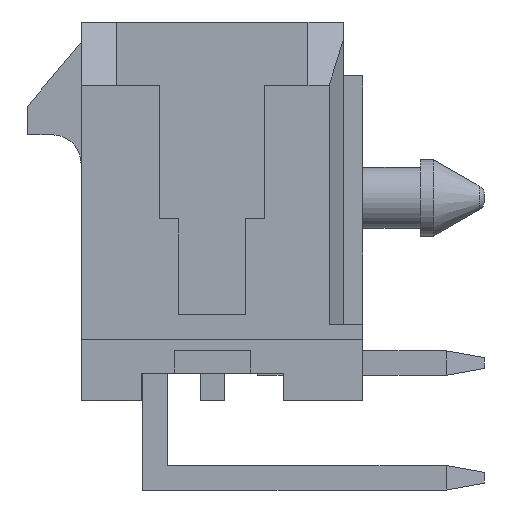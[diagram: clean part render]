
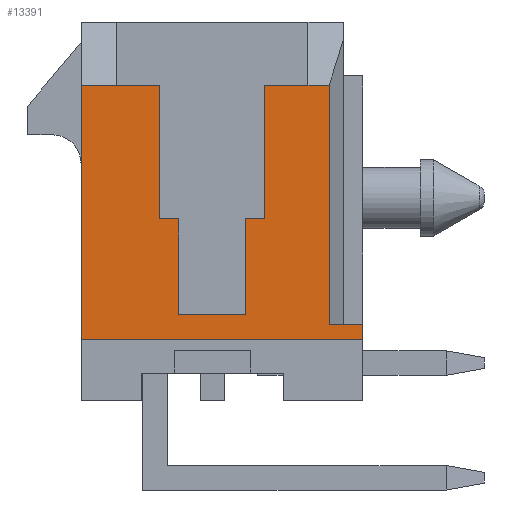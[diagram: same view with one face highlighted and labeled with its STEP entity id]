
A CAD part, left-side view. The second image highlights one B-rep face of the part: STEP entity #13391.
In plain terms, the highlighted planar face has unit normal (-1, 0, 0).
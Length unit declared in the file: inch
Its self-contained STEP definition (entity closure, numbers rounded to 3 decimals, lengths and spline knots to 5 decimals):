
#32 = VERTEX_POINT ( 'NONE', #18380 ) ;
#444 = DIRECTION ( 'NONE',  ( 0., -1., 0. ) ) ;
#462 = DIRECTION ( 'NONE',  ( 0., 1., 0. ) ) ;
#521 = VECTOR ( 'NONE', #12988, 39.37008 ) ;
#1046 = ORIENTED_EDGE ( 'NONE', *, *, #13496, .F. ) ;
#1078 = DIRECTION ( 'NONE',  ( 0., 0., -1. ) ) ;
#1284 = VECTOR ( 'NONE', #4439, 39.37008 ) ;
#1479 = EDGE_CURVE ( 'NONE', #18015, #8434, #10955, .T. ) ;
#1504 = CARTESIAN_POINT ( 'NONE',  ( -0.42618, -0.22776, -0.13228 ) ) ;
#1681 = VECTOR ( 'NONE', #462, 39.37008 ) ;
#1818 = VERTEX_POINT ( 'NONE', #16212 ) ;
#2144 = ORIENTED_EDGE ( 'NONE', *, *, #11753, .F. ) ;
#2632 = VERTEX_POINT ( 'NONE', #8301 ) ;
#3025 = CARTESIAN_POINT ( 'NONE',  ( -0.42618, -0.13524, 0.12992 ) ) ;
#3337 = CARTESIAN_POINT ( 'NONE',  ( -0.42618, -0.15492, -0.13228 ) ) ;
#3357 = CARTESIAN_POINT ( 'NONE',  ( -0.42618, -0.05413, -0.00787 ) ) ;
#3551 = VECTOR ( 'NONE', #5911, 39.37008 ) ;
#4074 = CARTESIAN_POINT ( 'NONE',  ( -0.42618, 0.03445, -0.1063 ) ) ;
#4086 = CARTESIAN_POINT ( 'NONE',  ( -0.42618, 0.05413, -0.00787 ) ) ;
#4247 = ORIENTED_EDGE ( 'NONE', *, *, #9492, .F. ) ;
#4416 = CARTESIAN_POINT ( 'NONE',  ( -0.42618, -0.15492, -0.11654 ) ) ;
#4439 = DIRECTION ( 'NONE',  ( 0., 0., 1. ) ) ;
#4497 = CARTESIAN_POINT ( 'NONE',  ( -0.42618, 0.13524, 0.12992 ) ) ;
#4796 = EDGE_CURVE ( 'NONE', #14239, #18181, #17219, .T. ) ;
#4892 = LINE ( 'NONE', #8932, #7644 ) ;
#4982 = EDGE_CURVE ( 'NONE', #1818, #11742, #12658, .T. ) ;
#5081 = ORIENTED_EDGE ( 'NONE', *, *, #9974, .F. ) ;
#5106 = ORIENTED_EDGE ( 'NONE', *, *, #14659, .F. ) ;
#5116 = ORIENTED_EDGE ( 'NONE', *, *, #7265, .F. ) ;
#5727 = DIRECTION ( 'NONE',  ( 0., 0., 1. ) ) ;
#5800 = VERTEX_POINT ( 'NONE', #17460 ) ;
#5911 = DIRECTION ( 'NONE',  ( 0., 1., 0. ) ) ;
#5969 = VECTOR ( 'NONE', #14296, 39.37008 ) ;
#6208 = EDGE_LOOP ( 'NONE', ( #4247, #18083, #5106, #5116, #12306, #7454, #11919, #11167, #5081, #20413, #8736, #1046, #20744, #19848, #6749, #2144 ) ) ;
#6263 = CARTESIAN_POINT ( 'NONE',  ( -0.42618, -0.05413, 0.12992 ) ) ;
#6420 = DIRECTION ( 'NONE',  ( 0., -1., 0. ) ) ;
#6686 = CARTESIAN_POINT ( 'NONE',  ( -0.42618, 0.03445, -0.00787 ) ) ;
#6749 = ORIENTED_EDGE ( 'NONE', *, *, #10364, .F. ) ;
#6856 = CARTESIAN_POINT ( 'NONE',  ( -0.42618, 0.09843, 0.12992 ) ) ;
#6877 = VERTEX_POINT ( 'NONE', #12783 ) ;
#7265 = EDGE_CURVE ( 'NONE', #8434, #5800, #18127, .T. ) ;
#7454 = ORIENTED_EDGE ( 'NONE', *, *, #10142, .F. ) ;
#7644 = VECTOR ( 'NONE', #20145, 39.37008 ) ;
#7726 = LINE ( 'NONE', #15184, #10930 ) ;
#8263 = VECTOR ( 'NONE', #19668, 39.37008 ) ;
#8301 = CARTESIAN_POINT ( 'NONE',  ( -0.42618, -0.03445, -0.1063 ) ) ;
#8309 = VERTEX_POINT ( 'NONE', #15785 ) ;
#8434 = VERTEX_POINT ( 'NONE', #3337 ) ;
#8495 = DIRECTION ( 'NONE',  ( 1., 0., 0. ) ) ;
#8571 = DIRECTION ( 'NONE',  ( 0., 0., 1. ) ) ;
#8668 = VECTOR ( 'NONE', #8571, 39.37008 ) ;
#8736 = ORIENTED_EDGE ( 'NONE', *, *, #17670, .T. ) ;
#8927 = PLANE ( 'NONE',  #16536 ) ;
#8932 = CARTESIAN_POINT ( 'NONE',  ( -0.42618, -0.13524, -0.11654 ) ) ;
#9015 = CARTESIAN_POINT ( 'NONE',  ( -0.42618, -0.12028, 0.12992 ) ) ;
#9408 = LINE ( 'NONE', #6856, #11359 ) ;
#9492 = EDGE_CURVE ( 'NONE', #14239, #32, #9408, .T. ) ;
#9974 = EDGE_CURVE ( 'NONE', #17539, #17605, #13874, .T. ) ;
#10126 = VECTOR ( 'NONE', #444, 39.37008 ) ;
#10142 = EDGE_CURVE ( 'NONE', #1818, #18015, #4892, .T. ) ;
#10364 = EDGE_CURVE ( 'NONE', #17252, #10408, #16903, .T. ) ;
#10408 = VERTEX_POINT ( 'NONE', #6686 ) ;
#10573 = DIRECTION ( 'NONE',  ( 0., 0., 1. ) ) ;
#10930 = VECTOR ( 'NONE', #5727, 39.37008 ) ;
#10955 = LINE ( 'NONE', #17036, #16463 ) ;
#11167 = ORIENTED_EDGE ( 'NONE', *, *, #20464, .T. ) ;
#11168 = VERTEX_POINT ( 'NONE', #16779 ) ;
#11238 = CARTESIAN_POINT ( 'NONE',  ( -0.42618, -0.09843, 0.12992 ) ) ;
#11272 = VECTOR ( 'NONE', #18866, 39.37008 ) ;
#11359 = VECTOR ( 'NONE', #11969, 39.37008 ) ;
#11688 = CARTESIAN_POINT ( 'NONE',  ( -0.42618, -0.13524, 0.12992 ) ) ;
#11742 = VERTEX_POINT ( 'NONE', #14817 ) ;
#11753 = EDGE_CURVE ( 'NONE', #32, #17252, #13717, .T. ) ;
#11919 = ORIENTED_EDGE ( 'NONE', *, *, #4982, .T. ) ;
#11969 = DIRECTION ( 'NONE',  ( 0., -1., 0. ) ) ;
#12080 = DIRECTION ( 'NONE',  ( 0., 0., -1. ) ) ;
#12144 = VECTOR ( 'NONE', #10573, 39.37008 ) ;
#12284 = CARTESIAN_POINT ( 'NONE',  ( -0.42618, -0.03445, -0.1063 ) ) ;
#12306 = ORIENTED_EDGE ( 'NONE', *, *, #1479, .F. ) ;
#12658 = LINE ( 'NONE', #9015, #12144 ) ;
#12783 = CARTESIAN_POINT ( 'NONE',  ( -0.42618, 0.03445, -0.1063 ) ) ;
#12788 = CARTESIAN_POINT ( 'NONE',  ( -0.42618, 0.05413, -0.00787 ) ) ;
#12988 = DIRECTION ( 'NONE',  ( 0., 1., 0. ) ) ;
#13002 = FACE_OUTER_BOUND ( 'NONE', #6208, .T. ) ;
#13391 = ADVANCED_FACE ( 'NONE', ( #13002 ), #8927, .F. ) ;
#13496 = EDGE_CURVE ( 'NONE', #2632, #11168, #18576, .T. ) ;
#13717 = LINE ( 'NONE', #14692, #8263 ) ;
#13874 = LINE ( 'NONE', #19862, #10126 ) ;
#14239 = VERTEX_POINT ( 'NONE', #20753 ) ;
#14256 = EDGE_CURVE ( 'NONE', #8309, #17539, #18238, .T. ) ;
#14296 = DIRECTION ( 'NONE',  ( 0., 0., 1. ) ) ;
#14368 = VECTOR ( 'NONE', #6420, 39.37008 ) ;
#14659 = EDGE_CURVE ( 'NONE', #5800, #18181, #7726, .T. ) ;
#14692 = CARTESIAN_POINT ( 'NONE',  ( -0.42618, 0.05413, 0.12992 ) ) ;
#14817 = CARTESIAN_POINT ( 'NONE',  ( -0.42618, -0.12028, 0.12992 ) ) ;
#14864 = LINE ( 'NONE', #4074, #8668 ) ;
#14944 = CARTESIAN_POINT ( 'NONE',  ( -0.42618, -0.13524, 0.13937 ) ) ;
#15184 = CARTESIAN_POINT ( 'NONE',  ( -0.42618, 0.13524, 0.19488 ) ) ;
#15228 = EDGE_CURVE ( 'NONE', #6877, #10408, #14864, .T. ) ;
#15545 = LINE ( 'NONE', #3025, #11272 ) ;
#15566 = VECTOR ( 'NONE', #19237, 39.37008 ) ;
#15785 = CARTESIAN_POINT ( 'NONE',  ( -0.42618, -0.05413, -0.00787 ) ) ;
#16212 = CARTESIAN_POINT ( 'NONE',  ( -0.42618, -0.12028, -0.11654 ) ) ;
#16295 = LINE ( 'NONE', #18811, #3551 ) ;
#16463 = VECTOR ( 'NONE', #1078, 39.37008 ) ;
#16536 = AXIS2_PLACEMENT_3D ( 'NONE', #14944, #8495, #12080 ) ;
#16779 = CARTESIAN_POINT ( 'NONE',  ( -0.42618, -0.03445, -0.00787 ) ) ;
#16903 = LINE ( 'NONE', #12788, #14368 ) ;
#17036 = CARTESIAN_POINT ( 'NONE',  ( -0.42618, -0.15492, 0.13937 ) ) ;
#17219 = LINE ( 'NONE', #11688, #1681 ) ;
#17252 = VERTEX_POINT ( 'NONE', #4086 ) ;
#17412 = EDGE_CURVE ( 'NONE', #2632, #6877, #16295, .T. ) ;
#17460 = CARTESIAN_POINT ( 'NONE',  ( -0.42618, 0.13524, -0.13228 ) ) ;
#17539 = VERTEX_POINT ( 'NONE', #6263 ) ;
#17605 = VERTEX_POINT ( 'NONE', #11238 ) ;
#17670 = EDGE_CURVE ( 'NONE', #8309, #11168, #19092, .T. ) ;
#18015 = VERTEX_POINT ( 'NONE', #4416 ) ;
#18083 = ORIENTED_EDGE ( 'NONE', *, *, #4796, .T. ) ;
#18127 = LINE ( 'NONE', #1504, #15566 ) ;
#18181 = VERTEX_POINT ( 'NONE', #4497 ) ;
#18238 = LINE ( 'NONE', #19055, #5969 ) ;
#18380 = CARTESIAN_POINT ( 'NONE',  ( -0.42618, 0.05413, 0.12992 ) ) ;
#18576 = LINE ( 'NONE', #12284, #1284 ) ;
#18811 = CARTESIAN_POINT ( 'NONE',  ( -0.42618, -0.03445, -0.1063 ) ) ;
#18866 = DIRECTION ( 'NONE',  ( 0., 1., 0. ) ) ;
#19055 = CARTESIAN_POINT ( 'NONE',  ( -0.42618, -0.05413, -0.00787 ) ) ;
#19092 = LINE ( 'NONE', #3357, #521 ) ;
#19237 = DIRECTION ( 'NONE',  ( 0., 1., 0. ) ) ;
#19668 = DIRECTION ( 'NONE',  ( 0., 0., -1. ) ) ;
#19848 = ORIENTED_EDGE ( 'NONE', *, *, #15228, .T. ) ;
#19862 = CARTESIAN_POINT ( 'NONE',  ( -0.42618, -0.05413, 0.12992 ) ) ;
#20145 = DIRECTION ( 'NONE',  ( 0., -1., 0. ) ) ;
#20413 = ORIENTED_EDGE ( 'NONE', *, *, #14256, .F. ) ;
#20464 = EDGE_CURVE ( 'NONE', #11742, #17605, #15545, .T. ) ;
#20744 = ORIENTED_EDGE ( 'NONE', *, *, #17412, .T. ) ;
#20753 = CARTESIAN_POINT ( 'NONE',  ( -0.42618, 0.09843, 0.12992 ) ) ;
